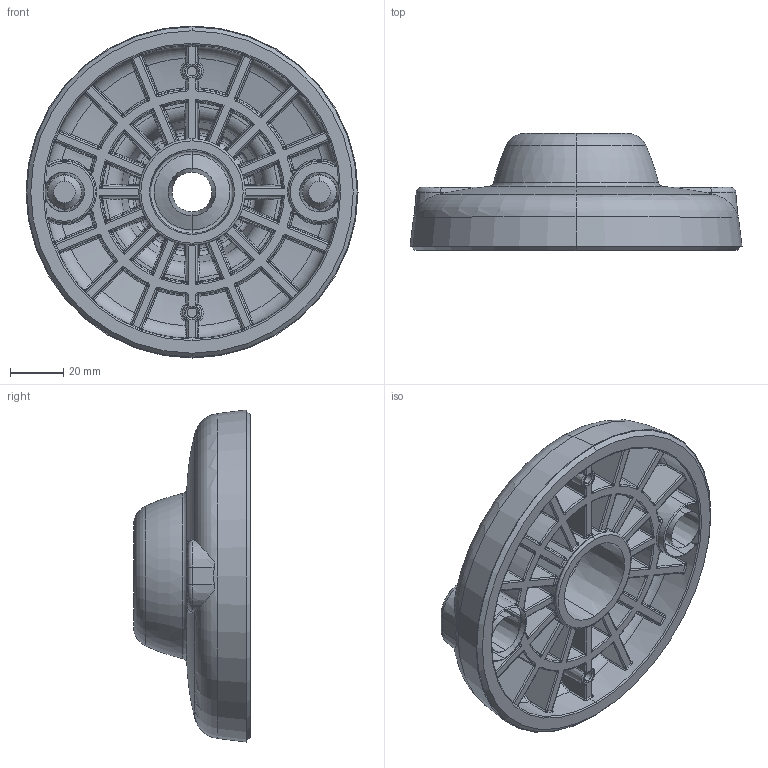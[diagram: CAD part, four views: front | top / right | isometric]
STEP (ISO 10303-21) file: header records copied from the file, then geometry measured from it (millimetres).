
FILE_DESCRIPTION (( 'STEP AP214' ), '1' );
FILE_NAME ('098ak125kbz.STEP', '2014-08-12T09:33:32', ( '' ), ( '' ), 'SwSTEP 2.0', 'SolidWorks 2014', '' );
FILE_SCHEMA (( 'AUTOMOTIVE_DESIGN' ));
Length unit declared in the file: millimetre
Products named in the file (1): 098ak125kbz
Bounding box: 125 x 44 x 125 mm (x, y, z)
Volume: 172418.7 mm3; surface area: 66908.9 mm2
Topology: 1 solids, 1 shells, 1107 faces, 2570 edges, 1408 vertices
Faces by surface type: bspline 512, torus 246, cylinder 106, plane 105, cone 70, sphere 68
Entity records: 45742 total; most frequent: CARTESIAN_POINT 24718, ORIENTED_EDGE 4956, DIRECTION 3800, EDGE_CURVE 2478, AXIS2_PLACEMENT_3D 1776, VERTEX_POINT 1380, CIRCLE 1180, EDGE_LOOP 1116
